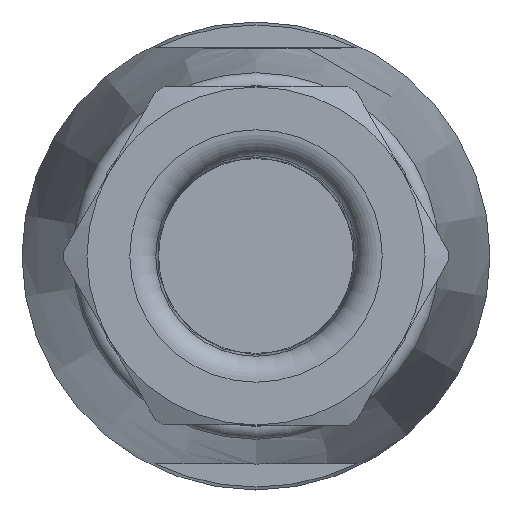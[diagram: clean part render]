
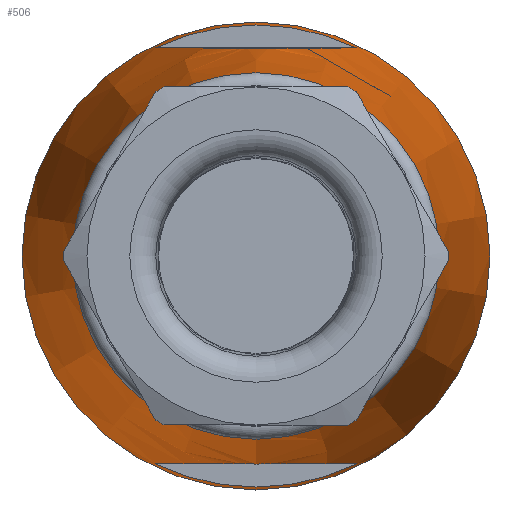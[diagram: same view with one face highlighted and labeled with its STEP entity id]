
A CAD part, left-side view. The second image highlights one B-rep face of the part: STEP entity #506.
In plain terms, the highlighted conical face has half-angle 6.52 degrees and reference radius 9 mm.
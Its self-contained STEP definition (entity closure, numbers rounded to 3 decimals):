
#339=CONICAL_SURFACE('',#1917,9.,6.52);
#506=ADVANCED_FACE('',(#723,#724,#725,#726),#339,.T.);
#675=B_SPLINE_CURVE_WITH_KNOTS('',3,(#3737,#3738,#3739,#3740,#3741,#3742,
#3743,#3744,#3745,#3746,#3747,#3748,#3749,#3750,#3751,#3752,#3753,#3754),
 .UNSPECIFIED.,.F.,.F.,(4,2,2,2,2,2,2,2,4),(0.,0.25,0.375,0.438,0.5,0.563,
0.625,0.75,1.),.UNSPECIFIED.);
#676=B_SPLINE_CURVE_WITH_KNOTS('',3,(#3761,#3762,#3763,#3764,#3765,#3766,
#3767,#3768,#3769,#3770,#3771,#3772,#3773,#3774,#3775,#3776,#3777,#3778),
 .UNSPECIFIED.,.F.,.F.,(4,2,2,2,2,2,2,2,4),(0.,0.25,0.375,0.438,0.5,0.563,
0.625,0.75,1.),.UNSPECIFIED.);
#723=FACE_BOUND('',#881,.T.);
#724=FACE_BOUND('',#882,.T.);
#725=FACE_BOUND('',#883,.T.);
#726=FACE_BOUND('',#884,.T.);
#881=EDGE_LOOP('',(#1199));
#882=EDGE_LOOP('',(#1200));
#883=EDGE_LOOP('',(#1201,#1202));
#884=EDGE_LOOP('',(#1203,#1204));
#1199=ORIENTED_EDGE('',*,*,#1590,.T.);
#1200=ORIENTED_EDGE('',*,*,#1589,.F.);
#1201=ORIENTED_EDGE('',*,*,#1588,.T.);
#1202=ORIENTED_EDGE('',*,*,#1587,.T.);
#1203=ORIENTED_EDGE('',*,*,#1585,.F.);
#1204=ORIENTED_EDGE('',*,*,#1583,.F.);
#1413=VERTEX_POINT('',#3733);
#1414=VERTEX_POINT('',#3734);
#1415=VERTEX_POINT('',#3757);
#1416=VERTEX_POINT('',#3758);
#1417=VERTEX_POINT('',#3781);
#1418=VERTEX_POINT('',#3784);
#1583=EDGE_CURVE('',#1413,#1414,#1730,.T.);
#1585=EDGE_CURVE('',#1414,#1413,#675,.T.);
#1587=EDGE_CURVE('',#1416,#1415,#1731,.T.);
#1588=EDGE_CURVE('',#1415,#1416,#676,.T.);
#1589=EDGE_CURVE('',#1417,#1417,#1732,.T.);
#1590=EDGE_CURVE('',#1418,#1418,#1733,.T.);
#1730=CIRCLE('',#1908,8.886);
#1731=CIRCLE('',#1911,8.886);
#1732=CIRCLE('',#1914,7.051);
#1733=CIRCLE('',#1916,9.);
#1908=AXIS2_PLACEMENT_3D('',#3732,#2278,#2279);
#1911=AXIS2_PLACEMENT_3D('',#3759,#2286,#2287);
#1914=AXIS2_PLACEMENT_3D('',#3780,#2292,#2293);
#1916=AXIS2_PLACEMENT_3D('',#3783,#2296,#2297);
#1917=AXIS2_PLACEMENT_3D('',#3785,#2298,#2299);
#2278=DIRECTION('',(-1.,0.,0.));
#2279=DIRECTION('',(0.,1.,0.));
#2286=DIRECTION('',(1.,0.,0.));
#2287=DIRECTION('',(0.,-1.,0.));
#2292=DIRECTION('',(-1.,0.,0.));
#2293=DIRECTION('',(0.,0.,-1.));
#2296=DIRECTION('',(-1.,0.,0.));
#2297=DIRECTION('',(0.,0.,-1.));
#2298=DIRECTION('',(1.,0.,0.));
#2299=DIRECTION('',(0.,0.,1.));
#3732=CARTESIAN_POINT('',(-1.5,0.,0.));
#3733=CARTESIAN_POINT('',(-1.5,-3.867,8.));
#3734=CARTESIAN_POINT('',(-1.5,3.867,8.));
#3737=CARTESIAN_POINT('',(-1.5,3.867,8.));
#3738=CARTESIAN_POINT('',(-2.925,3.493,8.));
#3739=CARTESIAN_POINT('',(-4.341,3.088,8.));
#3740=CARTESIAN_POINT('',(-6.42,2.311,8.));
#3741=CARTESIAN_POINT('',(-7.115,2.023,8.));
#3742=CARTESIAN_POINT('',(-8.091,1.473,8.));
#3743=CARTESIAN_POINT('',(-8.405,1.272,8.));
#3744=CARTESIAN_POINT('',(-8.962,0.769,8.));
#3745=CARTESIAN_POINT('',(-9.222,0.445,8.));
#3746=CARTESIAN_POINT('',(-9.274,-0.324,8.));
#3747=CARTESIAN_POINT('',(-9.041,-0.673,8.));
#3748=CARTESIAN_POINT('',(-8.5,-1.203,8.));
#3749=CARTESIAN_POINT('',(-8.18,-1.416,8.));
#3750=CARTESIAN_POINT('',(-7.205,-1.983,8.));
#3751=CARTESIAN_POINT('',(-6.506,-2.276,8.));
#3752=CARTESIAN_POINT('',(-4.392,-3.074,8.));
#3753=CARTESIAN_POINT('',(-2.95,-3.487,8.));
#3754=CARTESIAN_POINT('',(-1.5,-3.867,8.));
#3757=CARTESIAN_POINT('',(-1.5,3.867,-8.));
#3758=CARTESIAN_POINT('',(-1.5,-3.867,-8.));
#3759=CARTESIAN_POINT('',(-1.5,0.,0.));
#3761=CARTESIAN_POINT('',(-1.5,3.867,-8.));
#3762=CARTESIAN_POINT('',(-2.925,3.493,-8.));
#3763=CARTESIAN_POINT('',(-4.341,3.088,-8.));
#3764=CARTESIAN_POINT('',(-6.42,2.311,-8.));
#3765=CARTESIAN_POINT('',(-7.115,2.023,-8.));
#3766=CARTESIAN_POINT('',(-8.091,1.473,-8.));
#3767=CARTESIAN_POINT('',(-8.405,1.272,-8.));
#3768=CARTESIAN_POINT('',(-8.962,0.769,-8.));
#3769=CARTESIAN_POINT('',(-9.222,0.445,-8.));
#3770=CARTESIAN_POINT('',(-9.274,-0.324,-8.));
#3771=CARTESIAN_POINT('',(-9.041,-0.673,-8.));
#3772=CARTESIAN_POINT('',(-8.5,-1.203,-8.));
#3773=CARTESIAN_POINT('',(-8.18,-1.416,-8.));
#3774=CARTESIAN_POINT('',(-7.205,-1.983,-8.));
#3775=CARTESIAN_POINT('',(-6.506,-2.276,-8.));
#3776=CARTESIAN_POINT('',(-4.392,-3.074,-8.));
#3777=CARTESIAN_POINT('',(-2.95,-3.487,-8.));
#3778=CARTESIAN_POINT('',(-1.5,-3.867,-8.));
#3780=CARTESIAN_POINT('',(-17.557,0.,0.));
#3781=CARTESIAN_POINT('',(-17.557,0.,-7.051));
#3783=CARTESIAN_POINT('',(-0.5,0.,0.));
#3784=CARTESIAN_POINT('',(-0.5,0.,-9.));
#3785=CARTESIAN_POINT('',(-0.5,0.,0.));
